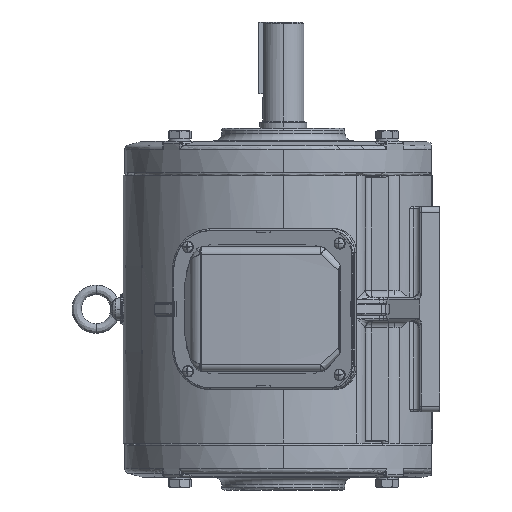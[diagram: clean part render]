
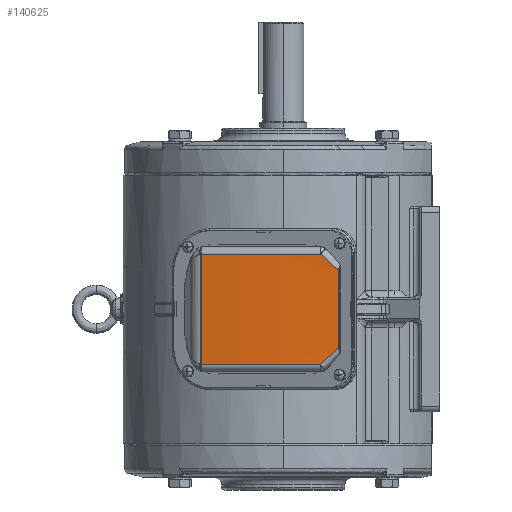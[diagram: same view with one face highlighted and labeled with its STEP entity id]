
A CAD part, left-side view. The second image highlights one B-rep face of the part: STEP entity #140625.
In plain terms, the highlighted cylindrical face has radius 801.2 mm (diameter 1602.4 mm), a partial arc.
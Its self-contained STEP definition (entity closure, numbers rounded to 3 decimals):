
#138862=CARTESIAN_POINT('Vertex',(-219.617,-31.504,47.)) ;
#138866=CARTESIAN_POINT('Control Point',(-220.128,-46.944,32.762)) ;
#138867=CARTESIAN_POINT('Control Point',(-220.055,-43.849,35.604)) ;
#138868=CARTESIAN_POINT('Control Point',(-219.968,-40.758,38.449)) ;
#138869=CARTESIAN_POINT('Control Point',(-219.866,-37.67,41.296)) ;
#138870=CARTESIAN_POINT('Control Point',(-219.749,-34.585,44.147)) ;
#138871=CARTESIAN_POINT('Control Point',(-219.617,-31.504,47.)) ;
#138872=CARTESIAN_POINT('Vertex',(-220.127,-46.944,32.762)) ;
#139079=CARTESIAN_POINT('Vertex',(-219.617,-31.504,-47.)) ;
#139123=CARTESIAN_POINT('Vertex',(-220.127,-46.944,-32.762)) ;
#139127=CARTESIAN_POINT('Control Point',(-220.127,-46.944,-32.762)) ;
#139128=CARTESIAN_POINT('Control Point',(-220.055,-43.849,-35.604)) ;
#139129=CARTESIAN_POINT('Control Point',(-219.967,-40.758,-38.449)) ;
#139130=CARTESIAN_POINT('Control Point',(-219.865,-37.67,-41.296)) ;
#139131=CARTESIAN_POINT('Control Point',(-219.748,-34.585,-44.147)) ;
#139132=CARTESIAN_POINT('Control Point',(-219.617,-31.504,-47.)) ;
#140536=CARTESIAN_POINT('Vertex',(-208.732,70.228,47.)) ;
#140563=CARTESIAN_POINT('Axis2P3D Location',(580.853,-65.702,47.)) ;
#140595=CARTESIAN_POINT('Axis2P3D Location',(580.853,-65.702,0.)) ;
#140600=CARTESIAN_POINT('Line Origine',(-208.732,70.228,0.)) ;
#140604=CARTESIAN_POINT('Vertex',(-208.732,70.228,-47.)) ;
#140607=CARTESIAN_POINT('Axis2P3D Location',(580.853,-65.702,-47.)) ;
#140612=CARTESIAN_POINT('Line Origine',(-220.127,-46.944,0.)) ;
#140564=DIRECTION('Axis2P3D Direction',(0.,0.,-1.)) ;
#140596=DIRECTION('Axis2P3D Direction',(0.,0.,1.)) ;
#140597=DIRECTION('Axis2P3D XDirection',(0.402,0.916,0.)) ;
#140601=DIRECTION('Vector Direction',(0.,0.,1.)) ;
#140608=DIRECTION('Axis2P3D Direction',(0.,0.,1.)) ;
#140613=DIRECTION('Vector Direction',(0.,0.,1.)) ;
#140565=AXIS2_PLACEMENT_3D('Circle Axis2P3D',#140563,#140564,$) ;
#140598=AXIS2_PLACEMENT_3D('Cylinder Axis2P3D',#140595,#140596,#140597) ;
#140609=AXIS2_PLACEMENT_3D('Circle Axis2P3D',#140607,#140608,$) ;
#140618=ORIENTED_EDGE('',*,*,#140567,.T.) ;
#140619=ORIENTED_EDGE('',*,*,#140606,.T.) ;
#140620=ORIENTED_EDGE('',*,*,#140611,.T.) ;
#140621=ORIENTED_EDGE('',*,*,#139133,.F.) ;
#140622=ORIENTED_EDGE('',*,*,#140616,.F.) ;
#140623=ORIENTED_EDGE('',*,*,#138874,.T.) ;
#140602=VECTOR('Line Direction',#140601,1.) ;
#140614=VECTOR('Line Direction',#140613,1.) ;
#140625=ADVANCED_FACE('\X2\51434EF6672C9AD4\X0\',(#140624),#140599,.T.) ;
#138865=B_SPLINE_CURVE_WITH_KNOTS('',5,(#138866,#138867,#138868,#138869,#138870,#138871),.UNSPECIFIED.,.F.,.U.,(6,6),(31.867,52.854),.UNSPECIFIED.) ;
#139126=B_SPLINE_CURVE_WITH_KNOTS('',5,(#139127,#139128,#139129,#139130,#139131,#139132),.UNSPECIFIED.,.F.,.U.,(6,6),(31.847,52.822),.UNSPECIFIED.) ;
#140566=CIRCLE('generated circle',#140565,801.2) ;
#140610=CIRCLE('generated circle',#140609,801.2) ;
#140599=CYLINDRICAL_SURFACE('generated cylinder',#140598,801.2) ;
#138874=EDGE_CURVE('',#138873,#138863,#138865,.T.) ;
#139133=EDGE_CURVE('',#139124,#139080,#139126,.T.) ;
#140567=EDGE_CURVE('',#138863,#140537,#140566,.T.) ;
#140606=EDGE_CURVE('',#140537,#140605,#140603,.F.) ;
#140611=EDGE_CURVE('',#140605,#139080,#140610,.T.) ;
#140616=EDGE_CURVE('',#138873,#139124,#140615,.F.) ;
#140617=EDGE_LOOP('',(#140618,#140619,#140620,#140621,#140622,#140623)) ;
#140624=FACE_OUTER_BOUND('',#140617,.T.) ;
#140603=LINE('Line',#140600,#140602) ;
#140615=LINE('Line',#140612,#140614) ;
#138863=VERTEX_POINT('',#138862) ;
#138873=VERTEX_POINT('',#138872) ;
#139080=VERTEX_POINT('',#139079) ;
#139124=VERTEX_POINT('',#139123) ;
#140537=VERTEX_POINT('',#140536) ;
#140605=VERTEX_POINT('',#140604) ;
